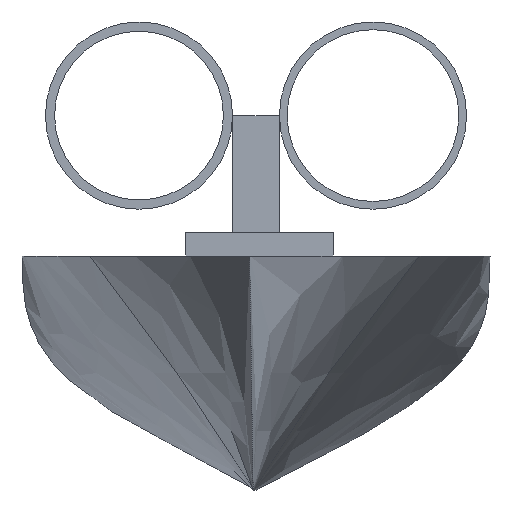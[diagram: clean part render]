
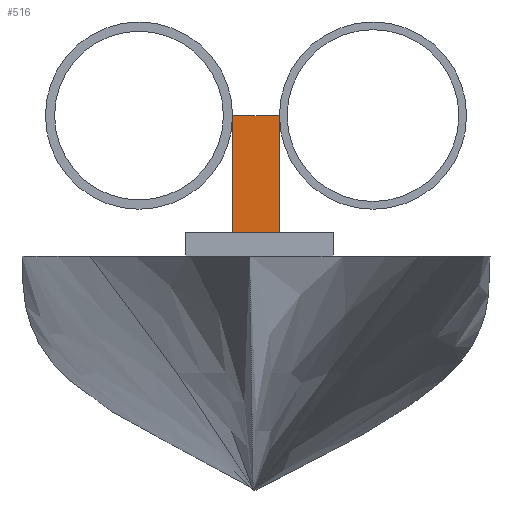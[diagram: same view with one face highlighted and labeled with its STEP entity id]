
A CAD part, front view. The second image highlights one B-rep face of the part: STEP entity #516.
In plain terms, the highlighted planar face has unit normal (0, -1, 0).
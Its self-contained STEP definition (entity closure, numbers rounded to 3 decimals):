
#41=PLANE('',#578);
#68=LINE('',#1606,#101);
#69=LINE('',#1608,#102);
#70=LINE('',#1610,#103);
#71=LINE('',#1611,#104);
#101=VECTOR('',#691,10.);
#102=VECTOR('',#692,10.);
#103=VECTOR('',#693,10.);
#104=VECTOR('',#694,10.);
#182=FACE_OUTER_BOUND('',#225,.T.);
#225=EDGE_LOOP('',(#457,#458,#459,#460));
#281=VERTEX_POINT('',#1604);
#282=VERTEX_POINT('',#1605);
#283=VERTEX_POINT('',#1607);
#284=VERTEX_POINT('',#1609);
#343=EDGE_CURVE('',#281,#282,#68,.T.);
#344=EDGE_CURVE('',#282,#283,#69,.T.);
#345=EDGE_CURVE('',#283,#284,#70,.T.);
#346=EDGE_CURVE('',#284,#281,#71,.T.);
#457=ORIENTED_EDGE('',*,*,#343,.T.);
#458=ORIENTED_EDGE('',*,*,#344,.T.);
#459=ORIENTED_EDGE('',*,*,#345,.T.);
#460=ORIENTED_EDGE('',*,*,#346,.T.);
#516=ADVANCED_FACE('',(#182),#41,.F.);
#578=AXIS2_PLACEMENT_3D('',#1603,#689,#690);
#689=DIRECTION('center_axis',(0.,1.,0.));
#690=DIRECTION('ref_axis',(1.,0.,0.));
#691=DIRECTION('',(1.,0.,0.));
#692=DIRECTION('',(0.,0.,1.));
#693=DIRECTION('',(-1.,0.,0.));
#694=DIRECTION('',(0.,0.,-1.));
#1603=CARTESIAN_POINT('Origin',(150.,245.,17.5));
#1604=CARTESIAN_POINT('',(145.,245.,5.));
#1605=CARTESIAN_POINT('',(155.,245.,5.));
#1606=CARTESIAN_POINT('',(145.,245.,5.));
#1607=CARTESIAN_POINT('',(155.,245.,30.));
#1608=CARTESIAN_POINT('',(155.,245.,25.));
#1609=CARTESIAN_POINT('',(145.,245.,30.));
#1610=CARTESIAN_POINT('',(155.,245.,30.));
#1611=CARTESIAN_POINT('',(145.,245.,25.));
